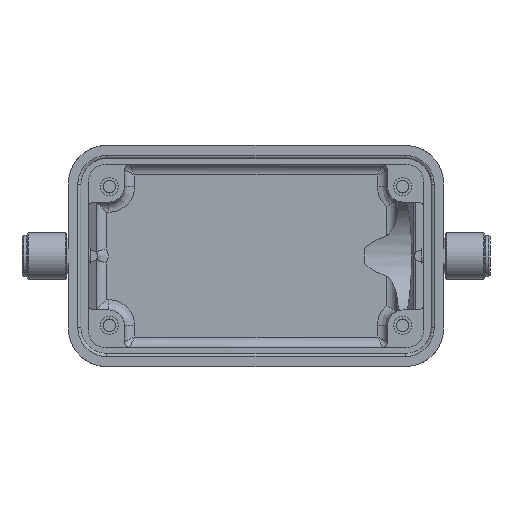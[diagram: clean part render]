
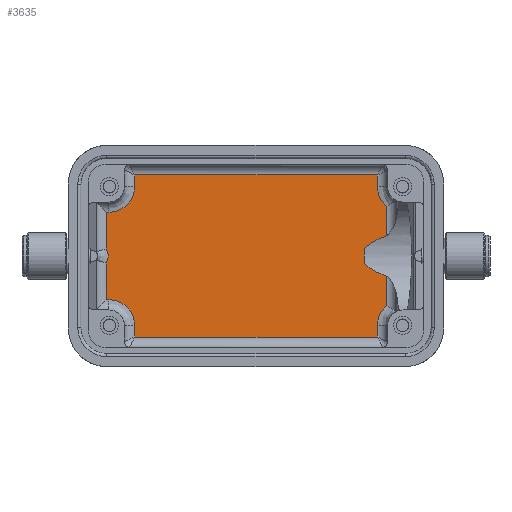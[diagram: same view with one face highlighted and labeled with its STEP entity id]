
A CAD part, front view. The second image highlights one B-rep face of the part: STEP entity #3635.
In plain terms, the highlighted planar face has unit normal (0, -1, 0).
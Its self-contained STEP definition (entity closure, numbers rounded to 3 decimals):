
#2510=ELLIPSE('',#7587,84.567,11.77);
#2511=ELLIPSE('',#7593,84.567,11.77);
#2710=B_SPLINE_CURVE_WITH_KNOTS('',3,(#11345,#11346,#11347,#11348),
 .UNSPECIFIED.,.F.,.F.,(4,4),(0.,1.),.UNSPECIFIED.);
#2820=LINE('',#8970,#3140);
#3058=LINE('',#11354,#3378);
#3059=LINE('',#11356,#3379);
#3060=LINE('',#11358,#3380);
#3061=LINE('',#11362,#3381);
#3062=LINE('',#11364,#3382);
#3063=LINE('',#11368,#3383);
#3064=LINE('',#11370,#3384);
#3065=LINE('',#11374,#3385);
#3066=LINE('',#11376,#3386);
#3067=LINE('',#11378,#3387);
#3068=LINE('',#11382,#3388);
#3140=VECTOR('',#7782,1.);
#3378=VECTOR('',#8502,1.);
#3379=VECTOR('',#8503,1.);
#3380=VECTOR('',#8504,1.);
#3381=VECTOR('',#8507,1.);
#3382=VECTOR('',#8508,1.);
#3383=VECTOR('',#8511,1.);
#3384=VECTOR('',#8512,1.);
#3385=VECTOR('',#8515,1.);
#3386=VECTOR('',#8516,1.);
#3387=VECTOR('',#8517,1.);
#3388=VECTOR('',#8520,1.);
#3635=ADVANCED_FACE('',(#4077),#3872,.F.);
#3872=PLANE('',#7594);
#4077=FACE_OUTER_BOUND('',#4367,.T.);
#4367=EDGE_LOOP('',(#5395,#5396,#5397,#5398,#5399,#5400,#5401,#5402,#5403,
#5404,#5405,#5406,#5407,#5408,#5409,#5410,#5411,#5412,#5413,#5414));
#5395=ORIENTED_EDGE('',*,*,#6947,.T.);
#5396=ORIENTED_EDGE('',*,*,#6948,.T.);
#5397=ORIENTED_EDGE('',*,*,#6469,.F.);
#5398=ORIENTED_EDGE('',*,*,#6949,.F.);
#5399=ORIENTED_EDGE('',*,*,#6950,.F.);
#5400=ORIENTED_EDGE('',*,*,#6951,.F.);
#5401=ORIENTED_EDGE('',*,*,#6952,.F.);
#5402=ORIENTED_EDGE('',*,*,#6953,.F.);
#5403=ORIENTED_EDGE('',*,*,#6954,.F.);
#5404=ORIENTED_EDGE('',*,*,#6955,.F.);
#5405=ORIENTED_EDGE('',*,*,#6956,.F.);
#5406=ORIENTED_EDGE('',*,*,#6957,.F.);
#5407=ORIENTED_EDGE('',*,*,#6958,.F.);
#5408=ORIENTED_EDGE('',*,*,#6959,.F.);
#5409=ORIENTED_EDGE('',*,*,#6960,.F.);
#5410=ORIENTED_EDGE('',*,*,#6961,.F.);
#5411=ORIENTED_EDGE('',*,*,#6962,.F.);
#5412=ORIENTED_EDGE('',*,*,#6963,.F.);
#5413=ORIENTED_EDGE('',*,*,#6964,.F.);
#5414=ORIENTED_EDGE('',*,*,#6965,.T.);
#5990=VERTEX_POINT('',#8971);
#5991=VERTEX_POINT('',#8972);
#6326=VERTEX_POINT('',#11349);
#6327=VERTEX_POINT('',#11350);
#6328=VERTEX_POINT('',#11353);
#6329=VERTEX_POINT('',#11355);
#6330=VERTEX_POINT('',#11357);
#6331=VERTEX_POINT('',#11359);
#6332=VERTEX_POINT('',#11361);
#6333=VERTEX_POINT('',#11363);
#6334=VERTEX_POINT('',#11365);
#6335=VERTEX_POINT('',#11367);
#6336=VERTEX_POINT('',#11369);
#6337=VERTEX_POINT('',#11371);
#6338=VERTEX_POINT('',#11373);
#6339=VERTEX_POINT('',#11375);
#6340=VERTEX_POINT('',#11377);
#6341=VERTEX_POINT('',#11379);
#6342=VERTEX_POINT('',#11381);
#6343=VERTEX_POINT('',#11383);
#6469=EDGE_CURVE('',#5990,#5991,#2820,.T.);
#6947=EDGE_CURVE('',#6326,#6327,#2710,.T.);
#6948=EDGE_CURVE('',#6327,#5991,#2510,.T.);
#6949=EDGE_CURVE('',#6328,#5990,#7285,.T.);
#6950=EDGE_CURVE('',#6329,#6328,#3058,.T.);
#6951=EDGE_CURVE('',#6330,#6329,#3059,.T.);
#6952=EDGE_CURVE('',#6331,#6330,#3060,.T.);
#6953=EDGE_CURVE('',#6332,#6331,#7286,.T.);
#6954=EDGE_CURVE('',#6333,#6332,#3061,.T.);
#6955=EDGE_CURVE('',#6334,#6333,#3062,.T.);
#6956=EDGE_CURVE('',#6335,#6334,#7287,.T.);
#6957=EDGE_CURVE('',#6336,#6335,#3063,.T.);
#6958=EDGE_CURVE('',#6337,#6336,#3064,.T.);
#6959=EDGE_CURVE('',#6338,#6337,#7288,.T.);
#6960=EDGE_CURVE('',#6339,#6338,#3065,.T.);
#6961=EDGE_CURVE('',#6340,#6339,#3066,.T.);
#6962=EDGE_CURVE('',#6341,#6340,#3067,.T.);
#6963=EDGE_CURVE('',#6342,#6341,#7289,.T.);
#6964=EDGE_CURVE('',#6343,#6342,#3068,.T.);
#6965=EDGE_CURVE('',#6343,#6326,#2511,.T.);
#7285=CIRCLE('',#7588,5.);
#7286=CIRCLE('',#7589,5.);
#7287=CIRCLE('',#7590,3.);
#7288=CIRCLE('',#7591,5.);
#7289=CIRCLE('',#7592,5.);
#7587=AXIS2_PLACEMENT_3D('',#11351,#8498,#8499);
#7588=AXIS2_PLACEMENT_3D('',#11352,#8500,#8501);
#7589=AXIS2_PLACEMENT_3D('',#11360,#8505,#8506);
#7590=AXIS2_PLACEMENT_3D('',#11366,#8509,#8510);
#7591=AXIS2_PLACEMENT_3D('',#11372,#8513,#8514);
#7592=AXIS2_PLACEMENT_3D('',#11380,#8518,#8519);
#7593=AXIS2_PLACEMENT_3D('',#11384,#8521,#8522);
#7594=AXIS2_PLACEMENT_3D('',#11385,#8523,#8524);
#7782=DIRECTION('',(0.,0.,-1.));
#8498=DIRECTION('',(0.,1.,0.));
#8499=DIRECTION('',(-1.,0.,0.));
#8500=DIRECTION('',(0.,-1.,0.));
#8501=DIRECTION('',(-1.,0.,0.));
#8502=DIRECTION('',(0.,0.,-1.));
#8503=DIRECTION('',(1.,0.,0.));
#8504=DIRECTION('',(0.,0.,1.));
#8505=DIRECTION('',(0.,-1.,0.));
#8506=DIRECTION('',(0.,0.,-1.));
#8507=DIRECTION('',(1.,0.,0.));
#8508=DIRECTION('',(0.,0.,1.));
#8509=DIRECTION('',(0.,-1.,0.));
#8510=DIRECTION('',(0.892,0.,-0.453));
#8511=DIRECTION('',(0.,0.,1.));
#8512=DIRECTION('',(-1.,0.,0.));
#8513=DIRECTION('',(0.,-1.,0.));
#8514=DIRECTION('',(1.,0.,0.));
#8515=DIRECTION('',(0.,0.,1.));
#8516=DIRECTION('',(-1.,0.,0.));
#8517=DIRECTION('',(0.,0.,-1.));
#8518=DIRECTION('',(0.,-1.,0.));
#8519=DIRECTION('',(-0.649,0.,0.761));
#8520=DIRECTION('',(0.,0.,-1.));
#8521=DIRECTION('',(0.,1.,0.));
#8522=DIRECTION('',(-1.,0.,0.));
#8523=DIRECTION('',(0.,1.,0.));
#8524=DIRECTION('',(1.,0.,0.));
#8970=CARTESIAN_POINT('',(36.576,-24.898,9.696));
#8971=CARTESIAN_POINT('',(36.576,-24.898,9.696));
#8972=CARTESIAN_POINT('',(36.576,-24.898,3.955));
#11345=CARTESIAN_POINT('',(32.256,-24.898,-1.396));
#11346=CARTESIAN_POINT('',(32.194,-24.898,-0.459));
#11347=CARTESIAN_POINT('',(32.195,-24.898,0.472));
#11348=CARTESIAN_POINT('',(32.256,-24.898,1.396));
#11349=CARTESIAN_POINT('',(32.256,-24.898,-1.396));
#11350=CARTESIAN_POINT('',(32.256,-24.898,1.396));
#11351=CARTESIAN_POINT('',(116.226,-24.898,0.));
#11352=CARTESIAN_POINT('',(39.821,-24.898,13.5));
#11353=CARTESIAN_POINT('',(34.821,-24.898,13.5));
#11354=CARTESIAN_POINT('',(34.821,-24.898,15.75));
#11355=CARTESIAN_POINT('',(34.821,-24.898,15.75));
#11356=CARTESIAN_POINT('',(-12.379,-24.898,15.75));
#11357=CARTESIAN_POINT('',(-12.379,-24.898,15.75));
#11358=CARTESIAN_POINT('',(-12.379,-24.898,13.5));
#11359=CARTESIAN_POINT('',(-12.379,-24.898,13.5));
#11360=CARTESIAN_POINT('',(-17.379,-24.898,13.5));
#11361=CARTESIAN_POINT('',(-17.379,-24.898,8.5));
#11362=CARTESIAN_POINT('',(-17.854,-24.898,8.5));
#11363=CARTESIAN_POINT('',(-17.854,-24.898,8.5));
#11364=CARTESIAN_POINT('',(-17.854,-24.898,1.358));
#11365=CARTESIAN_POINT('',(-17.854,-24.898,1.358));
#11366=CARTESIAN_POINT('',(-20.529,-24.898,0.));
#11367=CARTESIAN_POINT('',(-17.854,-24.898,-1.358));
#11368=CARTESIAN_POINT('',(-17.854,-24.898,-8.5));
#11369=CARTESIAN_POINT('',(-17.854,-24.898,-8.5));
#11370=CARTESIAN_POINT('',(-17.379,-24.898,-8.5));
#11371=CARTESIAN_POINT('',(-17.379,-24.898,-8.5));
#11372=CARTESIAN_POINT('',(-17.379,-24.898,-13.5));
#11373=CARTESIAN_POINT('',(-12.379,-24.898,-13.5));
#11374=CARTESIAN_POINT('',(-12.379,-24.898,-15.75));
#11375=CARTESIAN_POINT('',(-12.379,-24.898,-15.75));
#11376=CARTESIAN_POINT('',(34.821,-24.898,-15.75));
#11377=CARTESIAN_POINT('',(34.821,-24.898,-15.75));
#11378=CARTESIAN_POINT('',(34.821,-24.898,-13.5));
#11379=CARTESIAN_POINT('',(34.821,-24.898,-13.5));
#11380=CARTESIAN_POINT('',(39.821,-24.898,-13.5));
#11381=CARTESIAN_POINT('',(36.576,-24.898,-9.696));
#11382=CARTESIAN_POINT('',(36.576,-24.898,9.696));
#11383=CARTESIAN_POINT('',(36.576,-24.898,-3.955));
#11384=CARTESIAN_POINT('',(116.226,-24.898,0.));
#11385=CARTESIAN_POINT('',(-19.893,-24.898,18.05));
